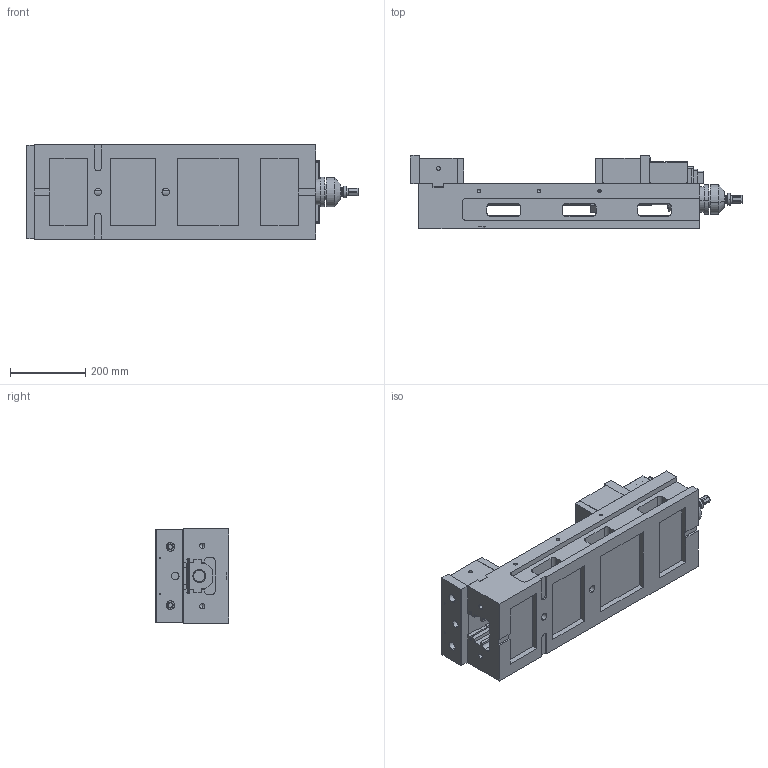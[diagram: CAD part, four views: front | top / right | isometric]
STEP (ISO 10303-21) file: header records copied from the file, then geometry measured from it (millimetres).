
FILE_DESCRIPTION (( 'STEP AP203' ), '1' );
FILE_NAME ('HPAQ-250-450.STEP', '2018-01-17T06:38:45', ( 'WinXP' ), ( 'MyPC' ), 'SwSTEP 2.0', 'SolidWorks 2010', '' );
FILE_SCHEMA (( 'CONFIG_CONTROL_DESIGN' ));
Length unit declared in the file: millimetre
Products named in the file (21): A-0M0001-HPAQ彈簧壓板; HPAQ-250-450; HPAQ-160-7角牙座; HPAQ-250前額; HPAQ-200-2虎口板1; HPAQ-250開口450插銷; HPAQ-250-防屑板金-3_Default; HPAQ-160-29; HPAQ-160-19; HPAQ-250-01本台; HPAQ-160-16倍力1; HPAQ-160-08角牙; HPAQ-250-30板3; HPAQªO2; HPAQ-160-30-2板1; A-0D036-HPAQ-250開450滑塊; HPAQ-200-01虎口板3; HPAQ-250-450-30-3-防屑板金_Default; HPAQ-250-防屑板金-1_Default; HPAQ-250-防屑板金-2_Default; 1220-HPAC-130-21
Assembly tree (22 placements, depth 2):
  HPAQ-250-450
    HPAQ-250-防屑板金-2_Default
    1220-HPAC-130-21
    HPAQ-200-2虎口板1  x2
    HPAQ-160-7角牙座
    HPAQªO2
    HPAQ-250-30板3
    A-0D036-HPAQ-250開450滑塊
    HPAQ-160-08角牙
    HPAQ-250-防屑板金-3_Default
    HPAQ-160-29
    HPAQ-160-19
    HPAQ-250-01本台
    A-0M0001-HPAQ彈簧壓板
    HPAQ-250開口450插銷
    HPAQ-200-01虎口板3  x2
    HPAQ-250-450-30-3-防屑板金_Default
    HPAQ-160-30-2板1
    HPAQ-250-防屑板金-1_Default
    HPAQ-250前額
    HPAQ-160-16倍力1
Bounding box: 881.34 x 195 x 250 mm (x, y, z)
Volume: 19542058.7 mm3; surface area: 1975995.7 mm2
Topology: 22 solids, 22 shells, 1089 faces, 2692 edges, 1685 vertices
Faces by surface type: plane 576, cylinder 399, cone 104, torus 10
Entity records: 34083 total; most frequent: CARTESIAN_POINT 6475, DIRECTION 5456, ORIENTED_EDGE 5096, EDGE_CURVE 2548, AXIS2_PLACEMENT_3D 1906, LINE 1644, VECTOR 1644, VERTEX_POINT 1617
